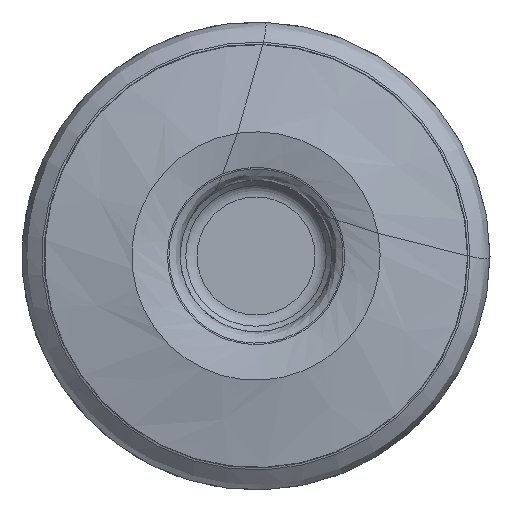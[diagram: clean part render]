
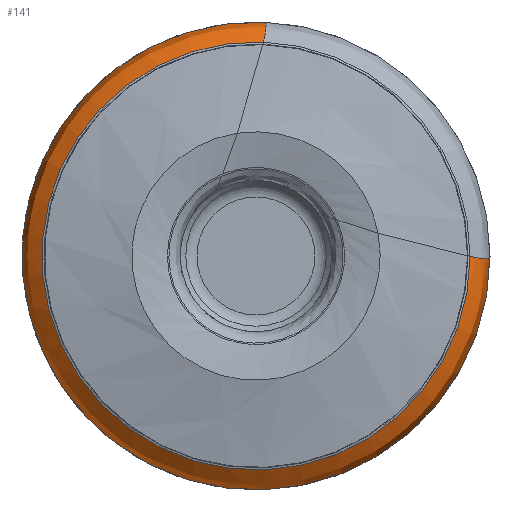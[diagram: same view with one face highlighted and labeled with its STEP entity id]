
A CAD part, left-side view. The second image highlights one B-rep face of the part: STEP entity #141.
In plain terms, the highlighted free-form (B-spline) face has degree [3, 3] with [10, 7] control points.
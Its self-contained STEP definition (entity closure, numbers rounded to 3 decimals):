
#141=ADVANCED_FACE('',(#228),#193,.F.);
#193=(
BOUNDED_SURFACE()
B_SPLINE_SURFACE(3,3,((#1813,#1814,#1815,#1816,#1817,#1818,#1819),(#1820,
#1821,#1822,#1823,#1824,#1825,#1826),(#1827,#1828,#1829,#1830,#1831,#1832,
#1833),(#1834,#1835,#1836,#1837,#1838,#1839,#1840),(#1841,#1842,#1843,#1844,
#1845,#1846,#1847),(#1848,#1849,#1850,#1851,#1852,#1853,#1854),(#1855,#1856,
#1857,#1858,#1859,#1860,#1861),(#1862,#1863,#1864,#1865,#1866,#1867,#1868),
(#1869,#1870,#1871,#1872,#1873,#1874,#1875),(#1876,#1877,#1878,#1879,#1880,
#1881,#1882)),.UNSPECIFIED.,.F.,.F.,.F.)
B_SPLINE_SURFACE_WITH_KNOTS((4,2,2,2,4),(4,3,4),(0.,0.25,0.5,0.75,1.),(0.,
0.5,1.),.UNSPECIFIED.)
GEOMETRIC_REPRESENTATION_ITEM()
RATIONAL_B_SPLINE_SURFACE(((1.,0.583,0.583,1.,0.583,
0.583,1.),(1.,0.583,0.583,1.,0.583,
0.583,1.),(1.,0.583,0.583,1.,0.583,
0.583,1.),(1.,0.583,0.583,1.,0.583,
0.583,1.),(1.,0.583,0.583,1.,0.583,
0.583,1.),(1.,0.583,0.583,1.,0.583,
0.583,1.),(1.,0.583,0.583,1.,0.583,
0.583,1.),(1.,0.583,0.583,1.,0.583,
0.583,1.),(1.,0.583,0.583,1.,0.583,
0.583,1.),(1.,0.583,0.583,1.,0.583,
0.583,1.)))
REPRESENTATION_ITEM('')
SURFACE()
);
#228=FACE_OUTER_BOUND('',#266,.T.);
#266=EDGE_LOOP('',(#429,#430,#431,#432));
#337=CIRCLE('',#733,7.319);
#338=CIRCLE('',#734,7.999);
#429=ORIENTED_EDGE('',*,*,#644,.F.);
#430=ORIENTED_EDGE('',*,*,#645,.T.);
#431=ORIENTED_EDGE('',*,*,#641,.T.);
#432=ORIENTED_EDGE('',*,*,#646,.T.);
#577=VERTEX_POINT('',#1772);
#578=VERTEX_POINT('',#1773);
#579=VERTEX_POINT('',#1791);
#580=VERTEX_POINT('',#1792);
#641=EDGE_CURVE('',#577,#578,#337,.T.);
#644=EDGE_CURVE('',#579,#580,#338,.T.);
#645=EDGE_CURVE('',#579,#577,#707,.T.);
#646=EDGE_CURVE('',#578,#580,#708,.T.);
#707=B_SPLINE_CURVE_WITH_KNOTS('',3,(#1793,#1794,#1795,#1796,#1797,#1798,
#1799,#1800,#1801,#1802),.UNSPECIFIED.,.F.,.F.,(4,2,2,2,4),(0.,0.25,0.5,
0.75,1.),.UNSPECIFIED.);
#708=B_SPLINE_CURVE_WITH_KNOTS('',3,(#1803,#1804,#1805,#1806,#1807,#1808,
#1809,#1810,#1811,#1812),.UNSPECIFIED.,.F.,.F.,(4,2,2,2,4),(0.,0.25,0.5,
0.75,1.),.UNSPECIFIED.);
#733=AXIS2_PLACEMENT_3D('',#1771,#827,#828);
#734=AXIS2_PLACEMENT_3D('',#1790,#831,#832);
#827=DIRECTION('',(1.,0.,0.));
#828=DIRECTION('',(0.,-1.,-0.002));
#831=DIRECTION('',(1.,0.,0.));
#832=DIRECTION('',(0.,-1.,-0.003));
#1771=CARTESIAN_POINT('',(0.63,0.,0.));
#1772=CARTESIAN_POINT('',(0.63,-7.319,-0.014));
#1773=CARTESIAN_POINT('',(0.63,-0.254,7.314));
#1790=CARTESIAN_POINT('',(1.628,0.,0.));
#1791=CARTESIAN_POINT('',(1.628,-7.998,-0.026));
#1792=CARTESIAN_POINT('',(1.628,-0.288,7.993));
#1793=CARTESIAN_POINT('',(1.628,-7.998,-0.026));
#1794=CARTESIAN_POINT('',(1.522,-8.001,-0.046));
#1795=CARTESIAN_POINT('',(1.415,-7.986,-0.062));
#1796=CARTESIAN_POINT('',(1.208,-7.924,-0.082));
#1797=CARTESIAN_POINT('',(1.111,-7.878,-0.086));
#1798=CARTESIAN_POINT('',(0.931,-7.756,-0.084));
#1799=CARTESIAN_POINT('',(0.852,-7.682,-0.078));
#1800=CARTESIAN_POINT('',(0.719,-7.512,-0.053));
#1801=CARTESIAN_POINT('',(0.667,-7.419,-0.036));
#1802=CARTESIAN_POINT('',(0.63,-7.319,-0.014));
#1803=CARTESIAN_POINT('',(0.63,-0.254,7.314));
#1804=CARTESIAN_POINT('',(0.667,-0.28,7.414));
#1805=CARTESIAN_POINT('',(0.719,-0.3,7.506));
#1806=CARTESIAN_POINT('',(0.852,-0.329,7.675));
#1807=CARTESIAN_POINT('',(0.931,-0.339,7.749));
#1808=CARTESIAN_POINT('',(1.111,-0.345,7.871));
#1809=CARTESIAN_POINT('',(1.208,-0.342,7.918));
#1810=CARTESIAN_POINT('',(1.415,-0.323,7.98));
#1811=CARTESIAN_POINT('',(1.522,-0.308,7.995));
#1812=CARTESIAN_POINT('',(1.628,-0.288,7.993));
#1813=CARTESIAN_POINT('',(0.63,-7.319,-0.014));
#1814=CARTESIAN_POINT('',(0.63,-7.304,-7.767));
#1815=CARTESIAN_POINT('',(0.63,-0.112,-10.661));
#1816=CARTESIAN_POINT('',(0.63,5.269,-5.079));
#1817=CARTESIAN_POINT('',(0.63,10.649,0.502));
#1818=CARTESIAN_POINT('',(0.63,7.494,7.583));
#1819=CARTESIAN_POINT('',(0.63,-0.254,7.314));
#1820=CARTESIAN_POINT('',(0.667,-7.419,-0.036));
#1821=CARTESIAN_POINT('',(0.667,-7.381,-7.896));
#1822=CARTESIAN_POINT('',(0.667,-0.081,-10.808));
#1823=CARTESIAN_POINT('',(0.667,5.357,-5.134));
#1824=CARTESIAN_POINT('',(0.667,10.795,0.541));
#1825=CARTESIAN_POINT('',(0.667,7.574,7.71));
#1826=CARTESIAN_POINT('',(0.667,-0.28,7.414));
#1827=CARTESIAN_POINT('',(0.719,-7.512,-0.053));
#1828=CARTESIAN_POINT('',(0.719,-7.455,-8.011));
#1829=CARTESIAN_POINT('',(0.719,-0.058,-10.943));
#1830=CARTESIAN_POINT('',(0.719,5.435,-5.186));
#1831=CARTESIAN_POINT('',(0.719,10.928,0.572));
#1832=CARTESIAN_POINT('',(0.719,7.652,7.823));
#1833=CARTESIAN_POINT('',(0.719,-0.3,7.506));
#1834=CARTESIAN_POINT('',(0.852,-7.682,-0.078));
#1835=CARTESIAN_POINT('',(0.852,-7.6,-8.215));
#1836=CARTESIAN_POINT('',(0.852,-0.026,-11.191));
#1837=CARTESIAN_POINT('',(0.852,5.574,-5.286));
#1838=CARTESIAN_POINT('',(0.852,11.174,0.618));
#1839=CARTESIAN_POINT('',(0.852,7.801,8.024));
#1840=CARTESIAN_POINT('',(0.852,-0.329,7.675));
#1841=CARTESIAN_POINT('',(0.931,-7.756,-0.084));
#1842=CARTESIAN_POINT('',(0.931,-7.667,-8.3));
#1843=CARTESIAN_POINT('',(0.931,-0.017,-11.299));
#1844=CARTESIAN_POINT('',(0.931,5.632,-5.333));
#1845=CARTESIAN_POINT('',(0.931,11.281,0.633));
#1846=CARTESIAN_POINT('',(0.931,7.87,8.108));
#1847=CARTESIAN_POINT('',(0.931,-0.339,7.749));
#1848=CARTESIAN_POINT('',(1.111,-7.878,-0.086));
#1849=CARTESIAN_POINT('',(1.111,-7.787,-8.432));
#1850=CARTESIAN_POINT('',(1.111,-0.016,-11.477));
#1851=CARTESIAN_POINT('',(1.111,5.721,-5.417));
#1852=CARTESIAN_POINT('',(1.111,11.459,0.644));
#1853=CARTESIAN_POINT('',(1.111,7.993,8.236));
#1854=CARTESIAN_POINT('',(1.111,-0.345,7.871));
#1855=CARTESIAN_POINT('',(1.208,-7.924,-0.082));
#1856=CARTESIAN_POINT('',(1.208,-7.838,-8.476));
#1857=CARTESIAN_POINT('',(1.208,-0.024,-11.545));
#1858=CARTESIAN_POINT('',(1.208,5.751,-5.452));
#1859=CARTESIAN_POINT('',(1.208,11.527,0.64));
#1860=CARTESIAN_POINT('',(1.208,8.045,8.279));
#1861=CARTESIAN_POINT('',(1.208,-0.342,7.918));
#1862=CARTESIAN_POINT('',(1.415,-7.986,-0.062));
#1863=CARTESIAN_POINT('',(1.415,-7.921,-8.521));
#1864=CARTESIAN_POINT('',(1.415,-0.054,-11.634));
#1865=CARTESIAN_POINT('',(1.415,5.782,-5.51));
#1866=CARTESIAN_POINT('',(1.415,11.618,0.615));
#1867=CARTESIAN_POINT('',(1.415,8.13,8.323));
#1868=CARTESIAN_POINT('',(1.415,-0.323,7.98));
#1869=CARTESIAN_POINT('',(1.522,-8.001,-0.046));
#1870=CARTESIAN_POINT('',(1.522,-7.952,-8.521));
#1871=CARTESIAN_POINT('',(1.522,-0.077,-11.655));
#1872=CARTESIAN_POINT('',(1.522,5.781,-5.531));
#1873=CARTESIAN_POINT('',(1.522,11.64,0.593));
#1874=CARTESIAN_POINT('',(1.522,8.161,8.322));
#1875=CARTESIAN_POINT('',(1.522,-0.308,7.995));
#1876=CARTESIAN_POINT('',(1.628,-7.998,-0.026));
#1877=CARTESIAN_POINT('',(1.628,-7.971,-8.499));
#1878=CARTESIAN_POINT('',(1.628,-0.106,-11.651));
#1879=CARTESIAN_POINT('',(1.628,5.766,-5.544));
#1880=CARTESIAN_POINT('',(1.628,11.638,0.564));
#1881=CARTESIAN_POINT('',(1.628,8.179,8.299));
#1882=CARTESIAN_POINT('',(1.628,-0.288,7.993));
